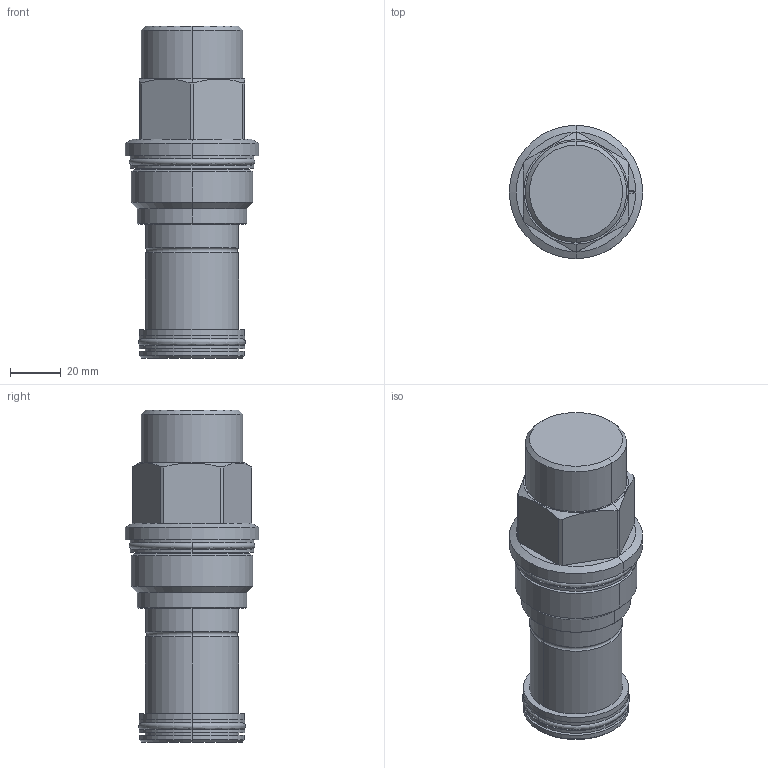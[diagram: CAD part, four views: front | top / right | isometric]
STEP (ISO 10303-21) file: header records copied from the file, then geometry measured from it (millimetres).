
FILE_DESCRIPTION((''),'2;1');
FILE_NAME('RPKD-BBN_PRT','2010-02-11T',('Administrator'),(''),'PRO/ENGINEER BY PARAMETRIC TECHNOLOGY CORPORATION, 2006240','PRO/ENGINEER BY PARAMETRIC TECHNOLOGY CORPORATION, 2006240','');
FILE_SCHEMA(('CONFIG_CONTROL_DESIGN'));
Length unit declared in the file: inch
Products named in the file (1): RPKD-BBN_PRT
Bounding box: 52.3 x 52.3 x 130.2 mm (x, y, z)
Volume: 176971.6 mm3; surface area: 25966.7 mm2
Topology: 3 solids, 3 shells, 110 faces, 237 edges, 138 vertices
Faces by surface type: cylinder 42, plane 26, cone 18, torus 16, revolution 8
Entity records: 3485 total; most frequent: CARTESIAN_POINT 1025, DIRECTION 549, ORIENTED_EDGE 466, AXIS2_PLACEMENT_3D 234, EDGE_CURVE 233, VERTEX_POINT 138, CIRCLE 132, EDGE_LOOP 123
